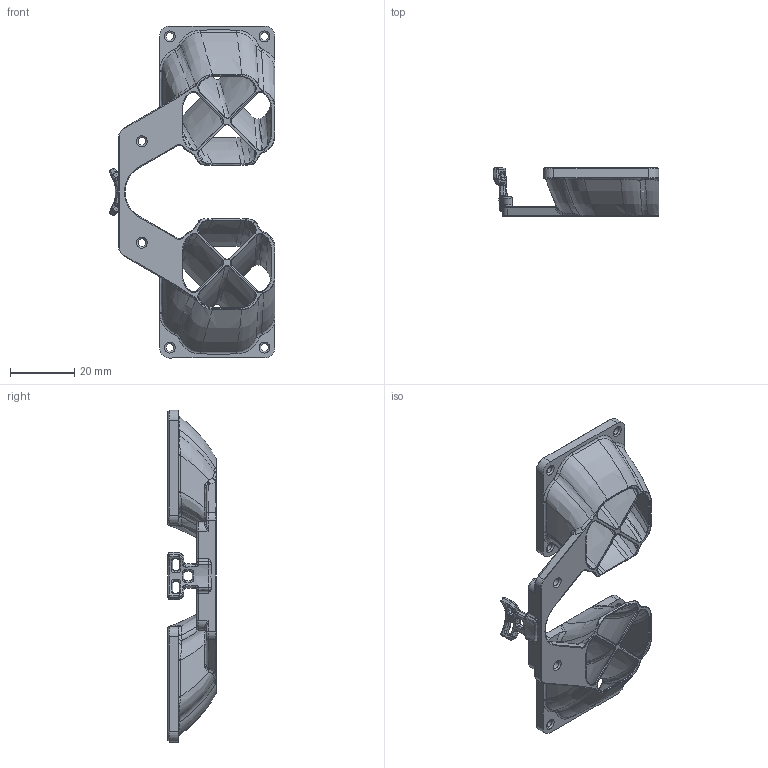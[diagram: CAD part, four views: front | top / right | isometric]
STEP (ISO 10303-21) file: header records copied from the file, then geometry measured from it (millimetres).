
FILE_DESCRIPTION(/* description */ ('','CAx-IF Rec.Pracs.---Representation and Presentation of Product Manufacturing Information (PMI)---4.0---2014-10-13'),/* implementation_level */ '2;1');
FILE_NAME(/* name */ 'K3_SLM_Duct_v3.step',/* time_stamp */ '2025-01-08T16:39:51-07:00',/* author */ (''),/* organization */ (''),/* preprocessor_version */ 'ST-DEVELOPER v20',/* originating_system */ 'Autodesk Translation Framework v13.20.0.188',/* authorisation */ '');
FILE_SCHEMA (('AP242_MANAGED_MODEL_BASED_3D_ENGINEERING_MIM_LF { 1 0 10303 442 1 1 4 }'));
Products named in the file (1): K3 SLM Duct
Bounding box: 51.69 x 15 x 103.5 mm (x, y, z)
Volume: 9588.2 mm3; surface area: 14792.1 mm2
Topology: 1 solids, 1 shells, 899 faces, 2228 edges, 1315 vertices
Faces by surface type: bspline 655, plane 88, cylinder 77, torus 45, cone 20, sphere 14
Full cylindrical faces by diameter (mm): 2.4 x10
Entity records: 49463 total; most frequent: CARTESIAN_POINT 31555, ORIENTED_EDGE 4436, DIRECTION 2482, EDGE_CURVE 2218, VERTEX_POINT 1315, AXIS2_PLACEMENT_3D 955, B_SPLINE_CURVE_WITH_KNOTS 936, EDGE_LOOP 935
